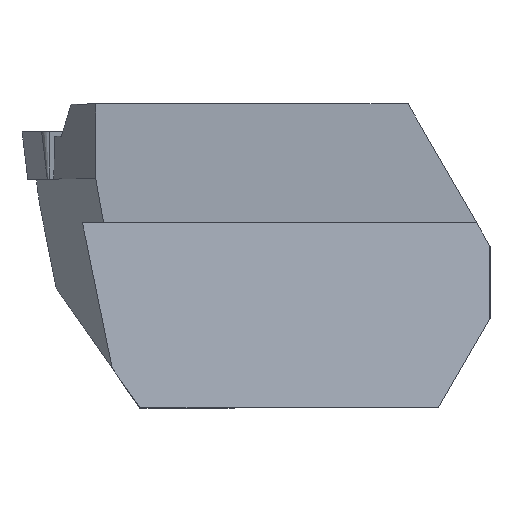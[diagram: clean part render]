
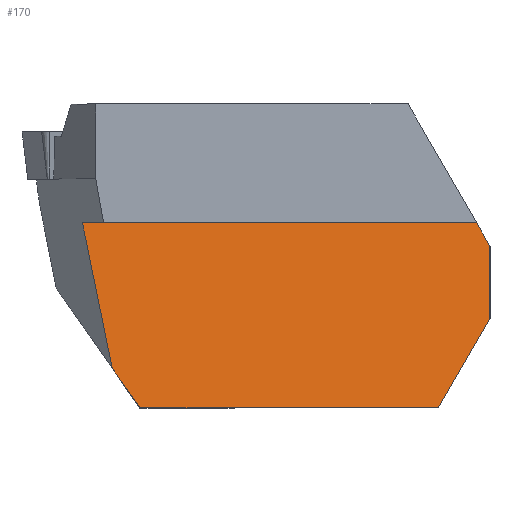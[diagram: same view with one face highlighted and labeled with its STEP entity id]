
A CAD part, top view. The second image highlights one B-rep face of the part: STEP entity #170.
In plain terms, the highlighted planar face has unit normal (0, 0.139, 0.99).
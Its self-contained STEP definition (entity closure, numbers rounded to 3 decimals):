
#170=ADVANCED_FACE('',(#249),#217,.T.);
#217=PLANE('',#1006);
#249=FACE_OUTER_BOUND('',#286,.T.);
#286=EDGE_LOOP('',(#550,#551,#552,#553,#554,#555,#556));
#348=LINE('',#1369,#430);
#371=LINE('',#1420,#453);
#372=LINE('',#1422,#454);
#373=LINE('',#1424,#455);
#374=LINE('',#1425,#456);
#375=LINE('',#1427,#457);
#376=LINE('',#1429,#458);
#430=VECTOR('',#1103,1.);
#453=VECTOR('',#1142,1.);
#454=VECTOR('',#1145,1.);
#455=VECTOR('',#1146,1.);
#456=VECTOR('',#1147,1.);
#457=VECTOR('',#1148,1.);
#458=VECTOR('',#1149,1.);
#550=ORIENTED_EDGE('',*,*,#852,.T.);
#551=ORIENTED_EDGE('',*,*,#825,.F.);
#552=ORIENTED_EDGE('',*,*,#853,.F.);
#553=ORIENTED_EDGE('',*,*,#851,.T.);
#554=ORIENTED_EDGE('',*,*,#854,.T.);
#555=ORIENTED_EDGE('',*,*,#855,.F.);
#556=ORIENTED_EDGE('',*,*,#856,.F.);
#744=VERTEX_POINT('',#1368);
#745=VERTEX_POINT('',#1370);
#760=VERTEX_POINT('',#1411);
#764=VERTEX_POINT('',#1419);
#765=VERTEX_POINT('',#1423);
#766=VERTEX_POINT('',#1426);
#767=VERTEX_POINT('',#1428);
#825=EDGE_CURVE('',#744,#745,#348,.T.);
#851=EDGE_CURVE('',#760,#764,#371,.T.);
#852=EDGE_CURVE('',#765,#745,#372,.T.);
#853=EDGE_CURVE('',#760,#744,#373,.T.);
#854=EDGE_CURVE('',#764,#766,#374,.T.);
#855=EDGE_CURVE('',#767,#766,#375,.T.);
#856=EDGE_CURVE('',#765,#767,#376,.T.);
#1006=AXIS2_PLACEMENT_3D('',#1430,#1150,#1151);
#1103=DIRECTION('',(-0.198,0.971,-0.136));
#1142=DIRECTION('',(1.,0.,0.));
#1145=DIRECTION('',(-1.,0.,0.));
#1146=DIRECTION('',(-0.57,0.814,-0.114));
#1147=DIRECTION('',(0.496,0.86,-0.121));
#1148=DIRECTION('',(0.,-0.99,0.139));
#1149=DIRECTION('',(0.496,-0.86,0.121));
#1150=DIRECTION('',(0.,0.139,0.99));
#1151=DIRECTION('',(0.,-0.99,0.139));
#1368=CARTESIAN_POINT('',(-19.871,-10.898,1.026));
#1369=CARTESIAN_POINT('',(-21.816,-1.353,-0.316));
#1370=CARTESIAN_POINT('',(-21.358,-3.6,0.));
#1411=CARTESIAN_POINT('',(-18.468,-12.9,1.307));
#1419=CARTESIAN_POINT('',(-3.452,-12.9,1.307));
#1420=CARTESIAN_POINT('',(-11.499,-12.9,1.307));
#1422=CARTESIAN_POINT('',(-24.75,-3.6,0.));
#1423=CARTESIAN_POINT('',(-1.522,-3.6,0.));
#1424=CARTESIAN_POINT('',(-20.603,-9.851,0.879));
#1425=CARTESIAN_POINT('',(-2.582,-11.393,1.095));
#1426=CARTESIAN_POINT('',(-0.85,-8.393,0.674));
#1427=CARTESIAN_POINT('',(-0.85,-3.6,0.));
#1428=CARTESIAN_POINT('',(-0.85,-4.763,0.163));
#1429=CARTESIAN_POINT('',(-3.57,-0.053,-0.499));
#1430=CARTESIAN_POINT('',(-11.499,-3.6,0.));
